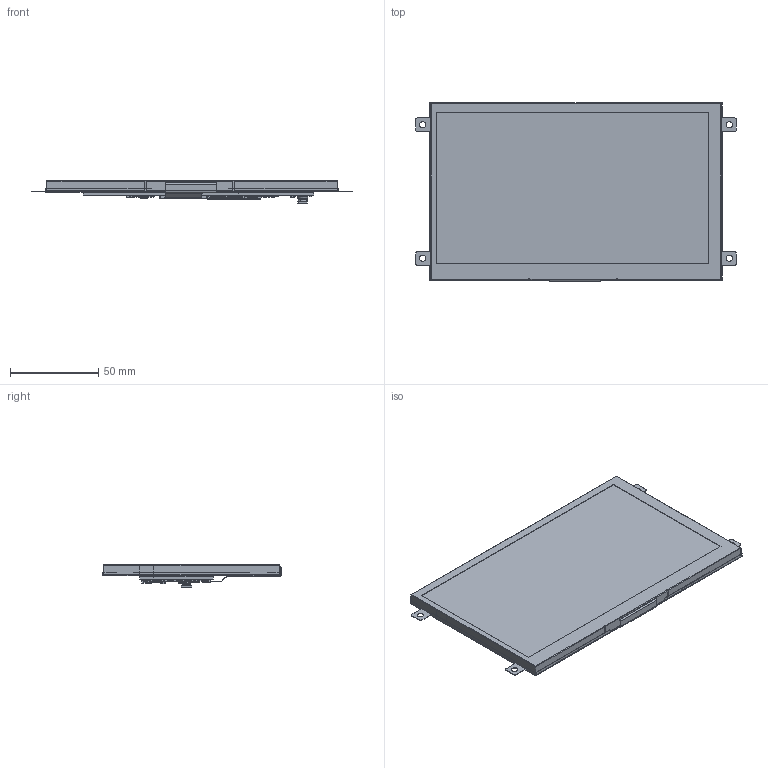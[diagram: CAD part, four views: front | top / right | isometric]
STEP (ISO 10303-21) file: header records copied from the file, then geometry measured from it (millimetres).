
FILE_DESCRIPTION(/* description */ ('','CAx-IF Rec.Pracs.---Representation and Presentation of Product Manufacturing Information (PMI)---4.0---2014-10-13'),/* implementation_level */ '2;1');
FILE_NAME(/* name */ '3D_RVT70HSDFWN00_Rev.1.0.step',/* time_stamp */ '2025-01-30T14:29:37+01:00',/* author */ (''),/* organization */ (''),/* preprocessor_version */ 'ST-DEVELOPER v20',/* originating_system */ 'Autodesk Translation Framework v13.20.0.188',/* authorisation */ '');
FILE_SCHEMA (('AP242_MANAGED_MODEL_BASED_3D_ENGINEERING_MIM_LF { 1 0 10303 442 1 1 4 }'));
Products named in the file (296): RVT70HSTFWN00_Rev.1.0; FRAME; FRAME_1; DST; TFT; DISP; FPC; 70TRDXDSI_REV0.2 1; Board; Open CASCADE STEP translator 7.5 3.1.1; T9; T8; SOT23-3; R52; R51; R50; R49; R48; C60; C59; C58; D17; D16; D14; D13; 6289011312; Extruded; U4; 5930757408; U5; 5930758768; Body; Open CASCADE STEP translator 6.8 33.1.1; Leader; D2; D3; C19; 5930762608; Terminal_2; Open CASCADE STEP translator 6.8 1.1.1 ...
Assembly tree (611 placements, depth 6):
  RVT70HSTFWN00_Rev.1.0
    FRAME
      FRAME_1
      DST
    TFT
      DISP
      FPC
    70TRDXDSI_REV0.2 1
      Board
        Open CASCADE STEP translator 7.5 3.1.1
      T9
        SOT23-3
      T8
        SOT23-3
      R52
        WRIS-KSKE_0402
          Body_7
          Pins
          Pins_1
          Cover
      R51
        WRIS-KSKE_0402
          Body_7
          Pins
          Pins_1
          Cover
      R50
        WRIS-KSKE_0402
          Body_7
          Pins
          Pins_1
          Cover
      R49
        WRIS-KSKE_0402
          Body_7
          Pins
          Pins_1
          Cover
      R48
        WRIS-KSKE_0402
          Body_7
          Pins
          Pins_1
          Cover
      C60
        5930762528
          Terminal
            Open CASCADE STEP translator 6.8 7.1.1
            Open CASCADE STEP translator 6.8 7.1.2
          Mid_Body
            Open CASCADE STEP translator 6.8 7.2.1
      C59
        5930764448
          Terminal_1
            Open CASCADE STEP translator 6.8 7.1.1_1
            Open CASCADE STEP translator 6.8 7.1.2_1
          Mid_Body_1
            Open CASCADE STEP translator 6.8 7.2.1_1
      C58
        5930764448
Bounding box: 181.6 x 101.12 x 12.54 mm (x, y, z)
Volume: 108974.5 mm3; surface area: 129056.5 mm2
Topology: 719 solids, 719 shells, 13574 faces, 34862 edges, 21774 vertices
Faces by surface type: plane 9901, cylinder 2793, sphere 597, bspline 249, torus 28, cone 6
Full cylindrical faces by diameter (mm): 0.138 x3, 0.155 x1, 0.425 x24, 0.469 x2, 0.6 x2, 0.625 x1, 1 x1, 2 x4, 3.5 x4, 4 x1
Entity records: 192353 total; most frequent: CARTESIAN_POINT 45176, ORIENTED_EDGE 29650, DIRECTION 28608, EDGE_CURVE 14825, LINE 12252, VECTOR 12252, VERTEX_POINT 9530, AXIS2_PLACEMENT_3D 8178
